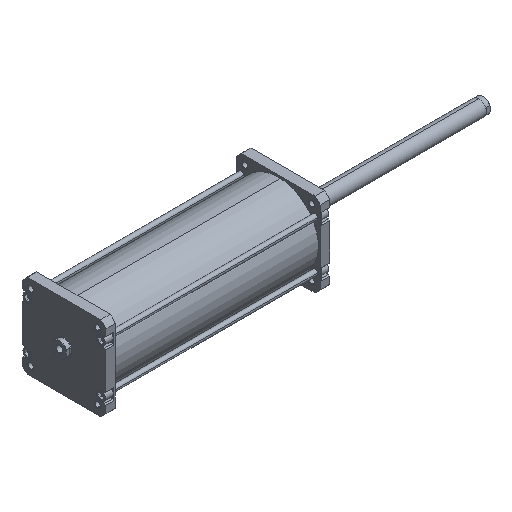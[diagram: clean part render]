
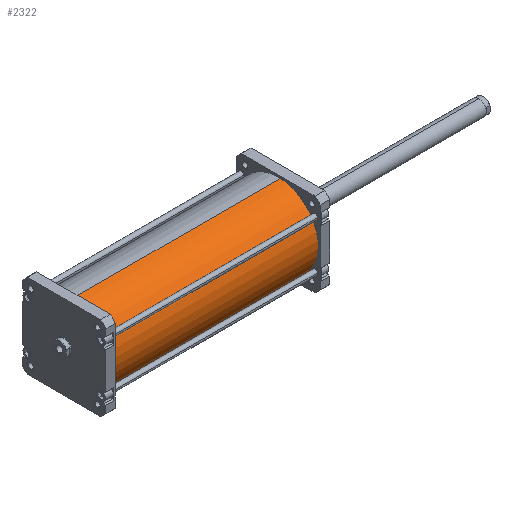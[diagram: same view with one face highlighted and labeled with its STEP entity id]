
A CAD part, isometric view. The second image highlights one B-rep face of the part: STEP entity #2322.
In plain terms, the highlighted cylindrical face has radius 105 mm (diameter 210 mm), a partial arc.
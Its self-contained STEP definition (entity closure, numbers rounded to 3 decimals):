
#146 = DIRECTION ( 'NONE',  ( -1., 0., 0. ) ) ;
#150 = DIRECTION ( 'NONE',  ( 0., 0., -1. ) ) ;
#153 = CARTESIAN_POINT ( 'NONE',  ( 0., 0., 537. ) ) ;
#792 = CIRCLE ( 'NONE', #2147, 105. ) ;
#802 = LINE ( 'NONE', #4295, #803 ) ;
#803 = VECTOR ( 'NONE', #4296, 1000. ) ;
#804 = CIRCLE ( 'NONE', #2150, 105. ) ;
#811 = LINE ( 'NONE', #4299, #815 ) ;
#815 = VECTOR ( 'NONE', #4310, 1000. ) ;
#1303 = CARTESIAN_POINT ( 'NONE',  ( 105., 0., 0. ) ) ;
#1313 = CARTESIAN_POINT ( 'NONE',  ( -105., 0., 0. ) ) ;
#1324 = CARTESIAN_POINT ( 'NONE',  ( -105., 0., 537. ) ) ;
#1338 = CARTESIAN_POINT ( 'NONE',  ( 105., 0., 537. ) ) ;
#1925 = AXIS2_PLACEMENT_3D ( 'NONE', #153, #150, #146 ) ;
#2147 = AXIS2_PLACEMENT_3D ( 'NONE', #4263, #4269, #4270 ) ;
#2150 = AXIS2_PLACEMENT_3D ( 'NONE', #4289, #4290, #4291 ) ;
#2322 = ADVANCED_FACE ( 'NONE', ( #3097 ), #3100, .T. ) ;
#2492 = ORIENTED_EDGE ( 'NONE', *, *, #4815, .T. ) ;
#2493 = ORIENTED_EDGE ( 'NONE', *, *, #4823, .T. ) ;
#2494 = ORIENTED_EDGE ( 'NONE', *, *, #4807, .F. ) ;
#2495 = ORIENTED_EDGE ( 'NONE', *, *, #4817, .F. ) ;
#2522 = EDGE_LOOP ( 'NONE', ( #2495, #2494, #2493, #2492 ) ) ;
#3097 = FACE_OUTER_BOUND ( 'NONE', #2522, .T. ) ;
#3100 = CYLINDRICAL_SURFACE ( 'NONE', #1925, 105. ) ;
#4263 = CARTESIAN_POINT ( 'NONE',  ( 0., 0., 537. ) ) ;
#4269 = DIRECTION ( 'NONE',  ( 0., 0., 1. ) ) ;
#4270 = DIRECTION ( 'NONE',  ( 1., 0., 0. ) ) ;
#4289 = CARTESIAN_POINT ( 'NONE',  ( 0., 0., 0. ) ) ;
#4290 = DIRECTION ( 'NONE',  ( 0., 0., 1. ) ) ;
#4291 = DIRECTION ( 'NONE',  ( 1., 0., 0. ) ) ;
#4295 = CARTESIAN_POINT ( 'NONE',  ( 105., 0., 537. ) ) ;
#4296 = DIRECTION ( 'NONE',  ( 0., 0., -1. ) ) ;
#4299 = CARTESIAN_POINT ( 'NONE',  ( -105., 0., 537. ) ) ;
#4310 = DIRECTION ( 'NONE',  ( 0., 0., -1. ) ) ;
#4807 = EDGE_CURVE ( 'NONE', #5868, #5882, #792, .T. ) ;
#4815 = EDGE_CURVE ( 'NONE', #5858, #5846, #804, .T. ) ;
#4817 = EDGE_CURVE ( 'NONE', #5882, #5846, #802, .T. ) ;
#4823 = EDGE_CURVE ( 'NONE', #5868, #5858, #811, .T. ) ;
#5846 = VERTEX_POINT ( 'NONE', #1303 ) ;
#5858 = VERTEX_POINT ( 'NONE', #1313 ) ;
#5868 = VERTEX_POINT ( 'NONE', #1324 ) ;
#5882 = VERTEX_POINT ( 'NONE', #1338 ) ;
